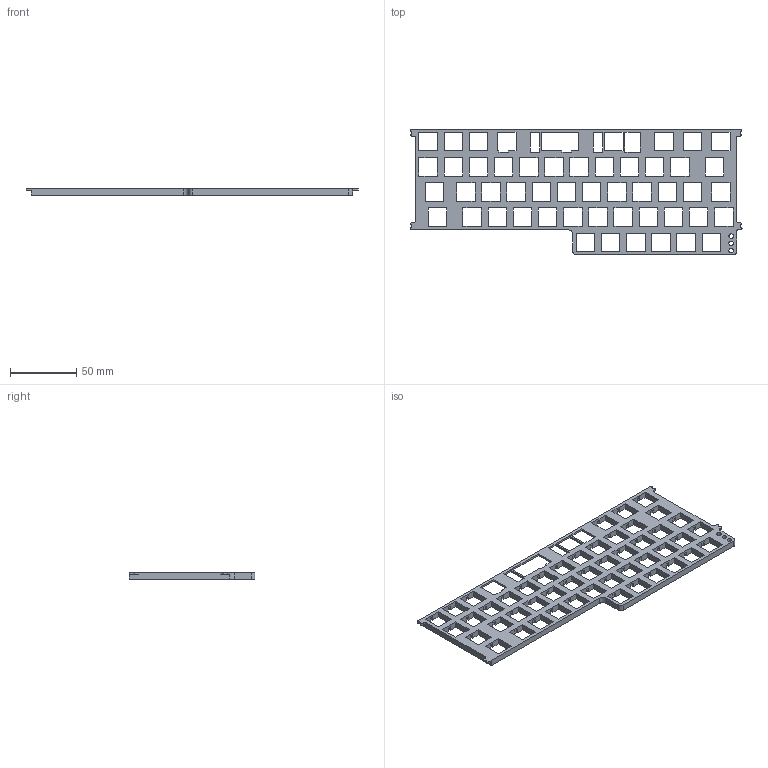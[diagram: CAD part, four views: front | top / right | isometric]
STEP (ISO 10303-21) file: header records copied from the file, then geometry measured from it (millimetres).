
FILE_DESCRIPTION(/* description */ (''),/* implementation_level */ '2;1');
FILE_NAME(/* name */ 'hull v4n thick plate.step',/* time_stamp */ '2025-04-20T18:35:28-06:00',/* author */ (''),/* organization */ (''),/* preprocessor_version */ 'ST-DEVELOPER v20.1',/* originating_system */ 'Autodesk Translation Framework v14.4.0.0',/* authorisation */ '');
FILE_SCHEMA (('AUTOMOTIVE_DESIGN { 1 0 10303 214 3 1 1 }'));
Length unit declared in the file: millimetre
Products named in the file (1): Embrace_Universal_Hullagon
Bounding box: 251.21 x 95.25 x 4.9 mm (x, y, z)
Volume: 45946.7 mm3; surface area: 38609.2 mm2
Topology: 1 solids, 1 shells, 660 faces, 1974 edges, 1316 vertices
Faces by surface type: plane 629, cylinder 31
Full cylindrical faces by diameter (mm): 3.5 x3
Entity records: 22061 total; most frequent: CARTESIAN_POINT 3951, ORIENTED_EDGE 3948, DIRECTION 3358, EDGE_CURVE 1974, LINE 1912, VECTOR 1912, VERTEX_POINT 1316, EDGE_LOOP 774
